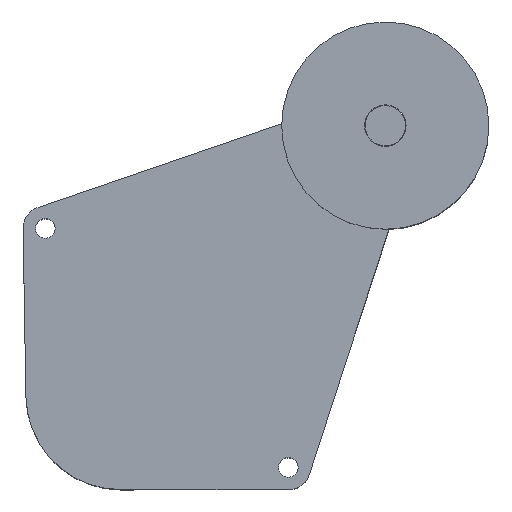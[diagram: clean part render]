
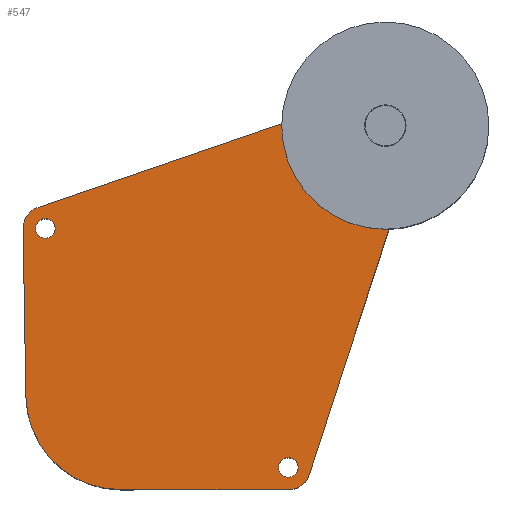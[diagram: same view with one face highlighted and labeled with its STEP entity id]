
A CAD part, top view. The second image highlights one B-rep face of the part: STEP entity #547.
In plain terms, the highlighted face is planar.
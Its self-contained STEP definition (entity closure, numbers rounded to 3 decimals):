
#547=ADVANCED_FACE('',(#1024,#1026,#1028,#1030),#1032,.F.);
#1024=FACE_BOUND('',#1025,.T.);
#1025=EDGE_LOOP('',(#4103,#4104,#4105,#4106,#4107,#4108,#4109,#4110));
#1026=FACE_BOUND('',#1027,.T.);
#1027=EDGE_LOOP('',(#4111));
#1028=FACE_BOUND('',#1029,.T.);
#1029=EDGE_LOOP('',(#4112));
#1030=FACE_BOUND('',#1031,.T.);
#1031=EDGE_LOOP('',(#4113));
#1032=PLANE('',#1033);
#1033=AXIS2_PLACEMENT_3D('',#1034,#1035,#1036);
#1034=CARTESIAN_POINT('',(0.,0.,0.));
#1035=DIRECTION('',(1.,0.,0.));
#1036=DIRECTION('',(0.,1.,0.));
#4103=ORIENTED_EDGE('',*,*,#4289,.F.);
#4104=ORIENTED_EDGE('',*,*,#4290,.F.);
#4105=ORIENTED_EDGE('',*,*,#4291,.F.);
#4106=ORIENTED_EDGE('',*,*,#4292,.F.);
#4107=ORIENTED_EDGE('',*,*,#4293,.F.);
#4108=ORIENTED_EDGE('',*,*,#4294,.F.);
#4109=ORIENTED_EDGE('',*,*,#4295,.F.);
#4110=ORIENTED_EDGE('',*,*,#4296,.F.);
#4111=ORIENTED_EDGE('',*,*,#4297,.T.);
#4112=ORIENTED_EDGE('',*,*,#4298,.T.);
#4113=ORIENTED_EDGE('',*,*,#4299,.T.);
#4289=EDGE_CURVE('',#4460,#4461,#4462,.T.);
#4290=EDGE_CURVE('',#4463,#4460,#4464,.T.);
#4291=EDGE_CURVE('',#4465,#4463,#4466,.T.);
#4292=EDGE_CURVE('',#4467,#4465,#4468,.T.);
#4293=EDGE_CURVE('',#4469,#4467,#4470,.T.);
#4294=EDGE_CURVE('',#4471,#4469,#4472,.T.);
#4295=EDGE_CURVE('',#4473,#4471,#4474,.T.);
#4296=EDGE_CURVE('',#4461,#4473,#4475,.T.);
#4297=EDGE_CURVE('',#4476,#4476,#4477,.F.);
#4298=EDGE_CURVE('',#4478,#4478,#4479,.T.);
#4299=EDGE_CURVE('',#4480,#4480,#4481,.T.);
#4460=VERTEX_POINT('',#4839);
#4461=VERTEX_POINT('',#4840);
#4462=CIRCLE('',#4841,3.75);
#4463=VERTEX_POINT('',#4845);
#4464=LINE('',#4846,#4847);
#4465=VERTEX_POINT('',#4849);
#4466=CIRCLE('',#4850,16.);
#4467=VERTEX_POINT('',#4854);
#4468=LINE('',#4855,#4856);
#4469=VERTEX_POINT('',#4858);
#4470=CIRCLE('',#4859,3.75);
#4471=VERTEX_POINT('',#4863);
#4472=LINE('',#4864,#4865);
#4473=VERTEX_POINT('',#4867);
#4474=CIRCLE('',#4868,6.);
#4475=LINE('',#4872,#4873);
#4476=VERTEX_POINT('',#4875);
#4477=CIRCLE('',#4876,3.5);
#4478=VERTEX_POINT('',#4880);
#4479=CIRCLE('',#4881,1.65);
#4480=VERTEX_POINT('',#4885);
#4481=CIRCLE('',#4886,1.65);
#4839=CARTESIAN_POINT('',(0.,-31.41,6.905));
#4840=CARTESIAN_POINT('',(0.,-32.136,2.557));
#4841=AXIS2_PLACEMENT_3D('',#4842,#4843,#4844);
#4842=CARTESIAN_POINT('',(0.,-28.78,4.232));
#4843=DIRECTION('',(1.,0.,0.));
#4844=DIRECTION('',(0.,-0.701,0.713));
#4845=CARTESIAN_POINT('',(0.,-11.218,26.761));
#4846=CARTESIAN_POINT('',(0.,-11.218,26.761));
#4847=VECTOR('',#4848,1.);
#4848=DIRECTION('',(0.,-0.713,-0.701));
#4849=CARTESIAN_POINT('',(0.,11.218,26.761));
#4850=AXIS2_PLACEMENT_3D('',#4851,#4852,#4853);
#4851=CARTESIAN_POINT('',(0.,0.,15.353));
#4852=DIRECTION('',(1.,0.,0.));
#4853=DIRECTION('',(0.,0.701,0.713));
#4854=CARTESIAN_POINT('',(0.,31.41,6.905));
#4855=CARTESIAN_POINT('',(0.,31.41,6.905));
#4856=VECTOR('',#4857,1.);
#4857=DIRECTION('',(0.,-0.713,0.701));
#4858=CARTESIAN_POINT('',(0.,32.136,2.557));
#4859=AXIS2_PLACEMENT_3D('',#4860,#4861,#4862);
#4860=CARTESIAN_POINT('',(0.,28.78,4.232));
#4861=DIRECTION('',(1.,0.,0.));
#4862=DIRECTION('',(0.,0.895,-0.447));
#4863=CARTESIAN_POINT('',(0.,5.369,-51.083));
#4864=CARTESIAN_POINT('',(0.,5.369,-51.083));
#4865=VECTOR('',#4866,1.);
#4866=DIRECTION('',(0.,0.447,0.895));
#4867=CARTESIAN_POINT('',(0.,-5.369,-51.083));
#4868=AXIS2_PLACEMENT_3D('',#4869,#4870,#4871);
#4869=CARTESIAN_POINT('',(0.,0.,-48.404));
#4870=DIRECTION('',(1.,0.,0.));
#4871=DIRECTION('',(0.,-0.895,-0.447));
#4872=CARTESIAN_POINT('',(0.,-32.136,2.557));
#4873=VECTOR('',#4874,1.);
#4874=DIRECTION('',(0.,0.447,-0.895));
#4875=CARTESIAN_POINT('',(0.,-2.496,-45.95));
#4876=AXIS2_PLACEMENT_3D('',#4877,#4878,#4879);
#4877=CARTESIAN_POINT('',(0.,0.,-48.404));
#4878=DIRECTION('',(-1.,0.,0.));
#4879=DIRECTION('',(0.,-0.713,0.701));
#4880=CARTESIAN_POINT('',(0.,30.43,4.232));
#4881=AXIS2_PLACEMENT_3D('',#4882,#4883,#4884);
#4882=CARTESIAN_POINT('',(0.,28.78,4.232));
#4883=DIRECTION('',(1.,0.,0.));
#4884=DIRECTION('',(0.,1.,0.));
#4885=CARTESIAN_POINT('',(0.,-27.13,4.232));
#4886=AXIS2_PLACEMENT_3D('',#4887,#4888,#4889);
#4887=CARTESIAN_POINT('',(0.,-28.78,4.232));
#4888=DIRECTION('',(1.,0.,0.));
#4889=DIRECTION('',(0.,1.,0.));
